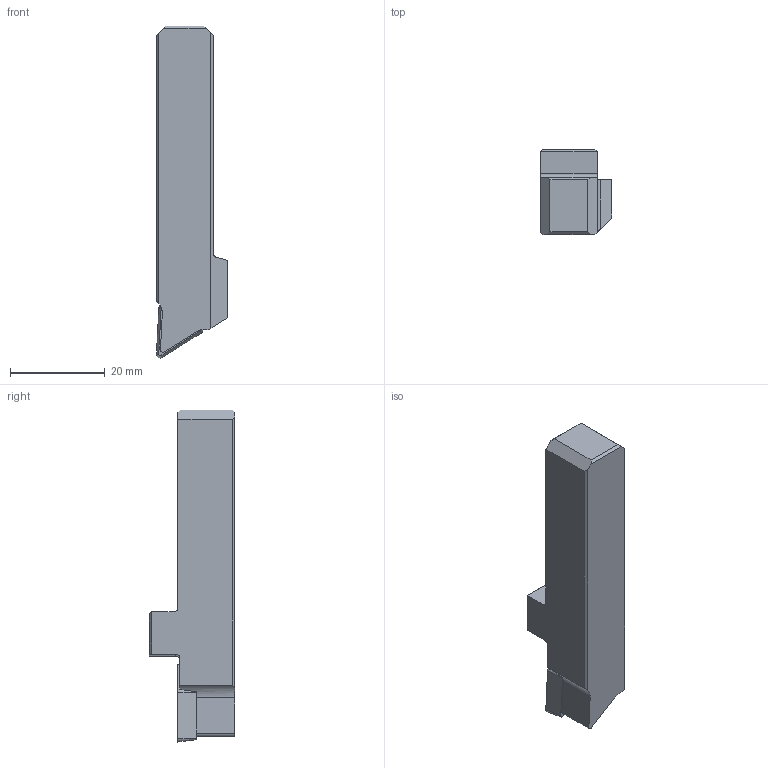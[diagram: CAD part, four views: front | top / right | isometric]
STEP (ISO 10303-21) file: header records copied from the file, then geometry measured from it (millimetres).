
FILE_DESCRIPTION(/* description */ (''),/* implementation_level */ '2;1');
FILE_NAME(/* name */ '1660187904532.stp',/* time_stamp */ '2022-08-11T08:48:44+05:00',/* author */ (''),/* organization */ ('SMS'),/* preprocessor_version */ 'ST-DEVELOPER v16.7',/* originating_system */ 'SIEMENS PLM Software NX 12.0',/* authorisation */ '');
FILE_SCHEMA (('AUTOMOTIVE_DESIGN { 1 0 10303 214 3 1 1 1 }'));
Length unit declared in the file: millimetre
Products named in the file (4): ASSEMBLY_CONSTRUCTION; IsoTurningInsert; 204271994mod000_00; 204272002mod000_00
Assembly tree (3 placements, depth 2):
  204272002mod000_00
    204271994mod000_00
    IsoTurningInsert
    ASSEMBLY_CONSTRUCTION
Bounding box: 15 x 18 x 70 mm (x, y, z)
Volume: 10302.9 mm3; surface area: 4129.1 mm2
Topology: 2 solids, 2 shells, 55 faces, 145 edges, 102 vertices
Faces by surface type: plane 34, cylinder 9, cone 8, torus 4
Full cylindrical faces by diameter (mm): 4.4 x2
Entity records: 1912 total; most frequent: CARTESIAN_POINT 388, DIRECTION 300, ORIENTED_EDGE 264, EDGE_CURVE 132, AXIS2_PLACEMENT_3D 104, LINE 92, VECTOR 92, VERTEX_POINT 90
